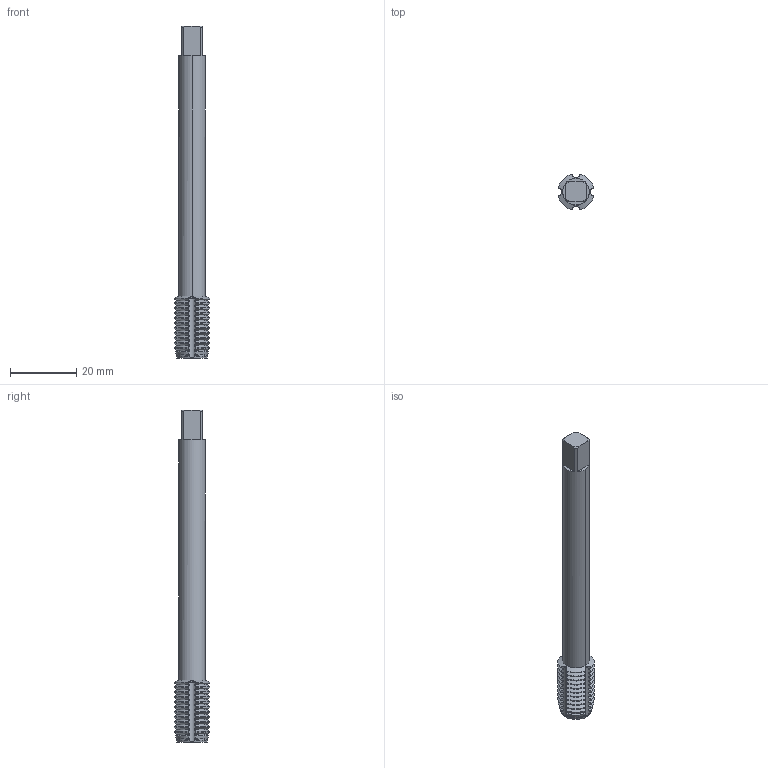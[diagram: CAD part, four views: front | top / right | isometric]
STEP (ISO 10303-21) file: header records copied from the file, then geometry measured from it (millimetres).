
FILE_DESCRIPTION(('no description'),'unknown implementation level');
FILE_NAME('solidmUWpaBwsfDiZryFBRenMduKlvgA_1.STP',' ',('CIM GmbH Aachen'),('CADClick - KiM GmbH - www.kimweb.de'),'unknown preprocess','ACIS','unknown authorization');
FILE_SCHEMA(('automotive_design'));
Length unit declared in the file: millimetre
Products named in the file (2): 1; 2
Bounding box: 10.72 x 10.72 x 100 mm (x, y, z)
Volume: 5368.7 mm3; surface area: 4082.9 mm2
Topology: 2 solids, 2 shells, 341 faces, 1003 edges, 666 vertices
Faces by surface type: cone 126, cylinder 110, plane 97, torus 8
Entity records: 24348 total; most frequent: CARTESIAN_POINT 4407, STYLED_ITEM 2012, PRESENTATION_STYLE_ASSIGNMENT 2012, COLOUR_RGB 2012, ORIENTED_EDGE 2006, DIRECTION 1695, EDGE_CURVE 1003, CURVE_STYLE 1003
